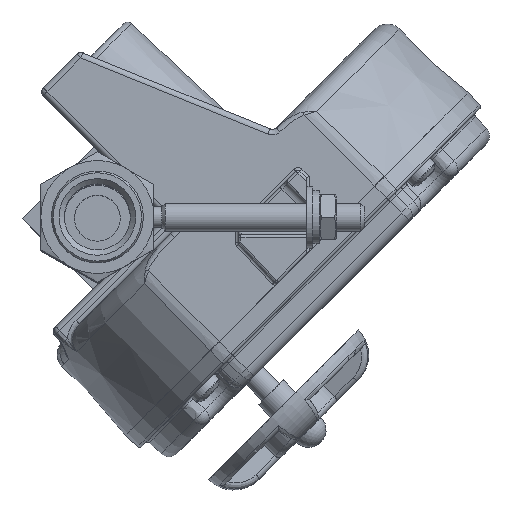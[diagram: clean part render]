
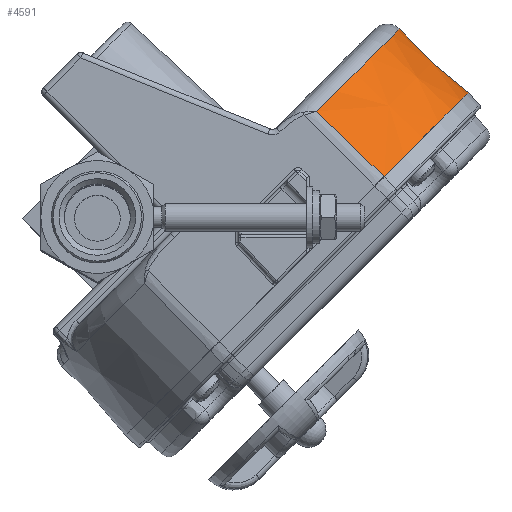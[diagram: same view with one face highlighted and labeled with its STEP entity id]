
A CAD part, top view. The second image highlights one B-rep face of the part: STEP entity #4591.
In plain terms, the highlighted conical face has half-angle 2 degrees and reference radius 55.88 mm.
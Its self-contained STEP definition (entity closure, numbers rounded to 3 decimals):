
#1048=FACE_OUTER_BOUND('',#6457,.T.);
#2066=LINE('',#41494,#2821);
#2067=LINE('',#41500,#2822);
#2821=VECTOR('',#23015,1.);
#2822=VECTOR('',#23022,1.);
#3181=CONICAL_SURFACE('',#18800,55.88,2.);
#4591=ADVANCED_FACE('',(#1048),#3181,.T.);
#6457=EDGE_LOOP('',(#9832,#9833,#9834,#9835));
#9832=ORIENTED_EDGE('',*,*,#15155,.T.);
#9833=ORIENTED_EDGE('',*,*,#15157,.T.);
#9834=ORIENTED_EDGE('',*,*,#15158,.F.);
#9835=ORIENTED_EDGE('',*,*,#15159,.F.);
#13144=VERTEX_POINT('',#41493);
#13145=VERTEX_POINT('',#41495);
#13146=VERTEX_POINT('',#41499);
#13147=VERTEX_POINT('',#41501);
#15155=EDGE_CURVE('',#13145,#13144,#2066,.T.);
#15157=EDGE_CURVE('',#13144,#13146,#16927,.T.);
#15158=EDGE_CURVE('',#13147,#13146,#2067,.T.);
#15159=EDGE_CURVE('',#13145,#13147,#16928,.T.);
#16927=CIRCLE('',#18798,54.954);
#16928=CIRCLE('',#18799,55.88);
#18798=AXIS2_PLACEMENT_3D('',#41498,#23020,#23021);
#18799=AXIS2_PLACEMENT_3D('',#41502,#23023,#23024);
#18800=AXIS2_PLACEMENT_3D('',#41503,#23025,#23026);
#23015=DIRECTION('',(-0.716,0.697,0.032));
#23020=DIRECTION('',(0.707,-0.707,0.));
#23021=DIRECTION('',(-0.707,-0.707,0.));
#23022=DIRECTION('',(-0.716,0.697,-0.032));
#23023=DIRECTION('',(0.707,-0.707,0.));
#23024=DIRECTION('',(0.707,0.707,0.));
#23025=DIRECTION('',(0.707,-0.707,0.));
#23026=DIRECTION('',(0.707,0.707,0.));
#41493=CARTESIAN_POINT('',(62.123,46.991,45.125));
#41494=CARTESIAN_POINT('',(81.142,28.491,44.275));
#41495=CARTESIAN_POINT('',(81.142,28.491,44.275));
#41498=CARTESIAN_POINT('',(46.716,31.584,95.575));
#41499=CARTESIAN_POINT('',(62.123,46.991,146.024));
#41500=CARTESIAN_POINT('',(81.142,28.491,146.874));
#41501=CARTESIAN_POINT('',(81.142,28.491,146.874));
#41502=CARTESIAN_POINT('',(65.475,12.824,95.575));
#41503=CARTESIAN_POINT('',(65.475,12.824,95.575));
